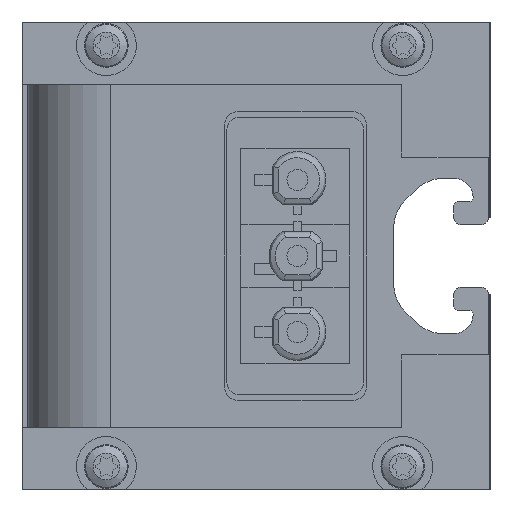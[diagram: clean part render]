
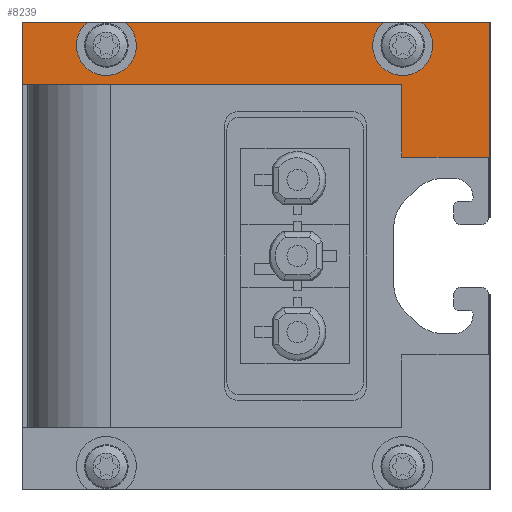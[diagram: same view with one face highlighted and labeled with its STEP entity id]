
A CAD part, left-side view. The second image highlights one B-rep face of the part: STEP entity #8239.
In plain terms, the highlighted planar face has unit normal (-1, 0, 0).
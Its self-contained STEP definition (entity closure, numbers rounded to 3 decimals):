
#285=LINE('',#12251,#1032);
#289=LINE('',#12259,#1036);
#293=LINE('',#12266,#1040);
#403=LINE('',#12552,#1150);
#404=LINE('',#12554,#1151);
#405=LINE('',#12556,#1152);
#406=LINE('',#12558,#1153);
#407=LINE('',#12560,#1154);
#408=LINE('',#12562,#1155);
#409=LINE('',#12563,#1156);
#1032=VECTOR('',#9719,1000.);
#1036=VECTOR('',#9723,1000.);
#1040=VECTOR('',#9727,1000.);
#1150=VECTOR('',#9927,1000.);
#1151=VECTOR('',#9928,1000.);
#1152=VECTOR('',#9929,1000.);
#1153=VECTOR('',#9930,1000.);
#1154=VECTOR('',#9931,1000.);
#1155=VECTOR('',#9932,1000.);
#1156=VECTOR('',#9933,1000.);
#1805=FACE_OUTER_BOUND('',#2260,.T.);
#2260=EDGE_LOOP('',(#5385,#5386,#5387,#5388,#5389,#5390,#5391,#5392,#5393,
#5394,#5395,#5396));
#2798=CIRCLE('',#8793,3.85);
#2799=CIRCLE('',#8794,3.85);
#3234=VERTEX_POINT('',#12244);
#3236=VERTEX_POINT('',#12248);
#3237=VERTEX_POINT('',#12250);
#3240=VERTEX_POINT('',#12256);
#3241=VERTEX_POINT('',#12258);
#3244=VERTEX_POINT('',#12264);
#3375=VERTEX_POINT('',#12551);
#3376=VERTEX_POINT('',#12553);
#3377=VERTEX_POINT('',#12555);
#3378=VERTEX_POINT('',#12557);
#3379=VERTEX_POINT('',#12559);
#3380=VERTEX_POINT('',#12561);
#4026=EDGE_CURVE('',#3236,#3237,#285,.T.);
#4030=EDGE_CURVE('',#3240,#3241,#289,.T.);
#4034=EDGE_CURVE('',#3244,#3234,#293,.T.);
#4174=EDGE_CURVE('',#3234,#3236,#2798,.F.);
#4175=EDGE_CURVE('',#3244,#3241,#2799,.T.);
#4176=EDGE_CURVE('',#3375,#3240,#403,.T.);
#4177=EDGE_CURVE('',#3375,#3376,#404,.T.);
#4178=EDGE_CURVE('',#3376,#3377,#405,.T.);
#4179=EDGE_CURVE('',#3377,#3378,#406,.T.);
#4180=EDGE_CURVE('',#3378,#3379,#407,.T.);
#4181=EDGE_CURVE('',#3380,#3379,#408,.T.);
#4182=EDGE_CURVE('',#3380,#3237,#409,.T.);
#5385=ORIENTED_EDGE('',*,*,#4174,.F.);
#5386=ORIENTED_EDGE('',*,*,#4034,.F.);
#5387=ORIENTED_EDGE('',*,*,#4175,.T.);
#5388=ORIENTED_EDGE('',*,*,#4030,.F.);
#5389=ORIENTED_EDGE('',*,*,#4176,.F.);
#5390=ORIENTED_EDGE('',*,*,#4177,.T.);
#5391=ORIENTED_EDGE('',*,*,#4178,.T.);
#5392=ORIENTED_EDGE('',*,*,#4179,.T.);
#5393=ORIENTED_EDGE('',*,*,#4180,.T.);
#5394=ORIENTED_EDGE('',*,*,#4181,.F.);
#5395=ORIENTED_EDGE('',*,*,#4182,.T.);
#5396=ORIENTED_EDGE('',*,*,#4026,.F.);
#7572=PLANE('',#8792);
#8239=ADVANCED_FACE('',(#1805),#7572,.F.);
#8792=AXIS2_PLACEMENT_3D('',#12548,#9921,#9922);
#8793=AXIS2_PLACEMENT_3D('',#12549,#9923,#9924);
#8794=AXIS2_PLACEMENT_3D('',#12550,#9925,#9926);
#9719=DIRECTION('',(0.,-1.,0.));
#9723=DIRECTION('',(0.,-1.,0.));
#9727=DIRECTION('',(0.,-1.,0.));
#9921=DIRECTION('center_axis',(1.,0.,0.));
#9922=DIRECTION('ref_axis',(0.,0.,-1.));
#9923=DIRECTION('center_axis',(1.,0.,0.));
#9924=DIRECTION('ref_axis',(0.,0.,-1.));
#9925=DIRECTION('center_axis',(1.,0.,0.));
#9926=DIRECTION('ref_axis',(0.,0.,-1.));
#9927=DIRECTION('',(0.,0.,1.));
#9928=DIRECTION('',(0.,-1.,0.));
#9929=DIRECTION('',(0.,0.,-1.));
#9930=DIRECTION('',(0.,-1.,0.));
#9931=DIRECTION('',(0.,0.,-1.));
#9932=DIRECTION('',(0.,1.,0.));
#9933=DIRECTION('',(0.,0.,1.));
#12244=CARTESIAN_POINT('',(0.,13.413,30.));
#12248=CARTESIAN_POINT('',(0.,8.587,30.));
#12250=CARTESIAN_POINT('',(0.,-0.15,30.));
#12251=CARTESIAN_POINT('',(0.,59.82,30.));
#12256=CARTESIAN_POINT('',(0.,59.82,30.));
#12258=CARTESIAN_POINT('',(0.,51.413,30.));
#12259=CARTESIAN_POINT('',(0.,59.82,30.));
#12264=CARTESIAN_POINT('',(0.,46.587,30.));
#12266=CARTESIAN_POINT('',(0.,59.82,30.));
#12548=CARTESIAN_POINT('Origin',(0.,59.82,-23.392));
#12549=CARTESIAN_POINT('Origin',(0.,11.,27.));
#12550=CARTESIAN_POINT('Origin',(0.,49.,27.));
#12551=CARTESIAN_POINT('',(0.,59.82,22.));
#12552=CARTESIAN_POINT('',(0.,59.82,-23.392));
#12553=CARTESIAN_POINT('',(0.,11.14,22.));
#12554=CARTESIAN_POINT('',(0.,59.82,22.));
#12555=CARTESIAN_POINT('',(0.,11.14,12.69));
#12556=CARTESIAN_POINT('',(0.,11.14,22.));
#12557=CARTESIAN_POINT('',(0.,0.,12.69));
#12558=CARTESIAN_POINT('',(0.,11.88,12.69));
#12559=CARTESIAN_POINT('',(0.,0.,4.985));
#12560=CARTESIAN_POINT('',(0.,0.,12.69));
#12561=CARTESIAN_POINT('',(0.,-0.15,4.985));
#12562=CARTESIAN_POINT('',(0.,59.82,4.985));
#12563=CARTESIAN_POINT('',(0.,-0.15,-30.));
